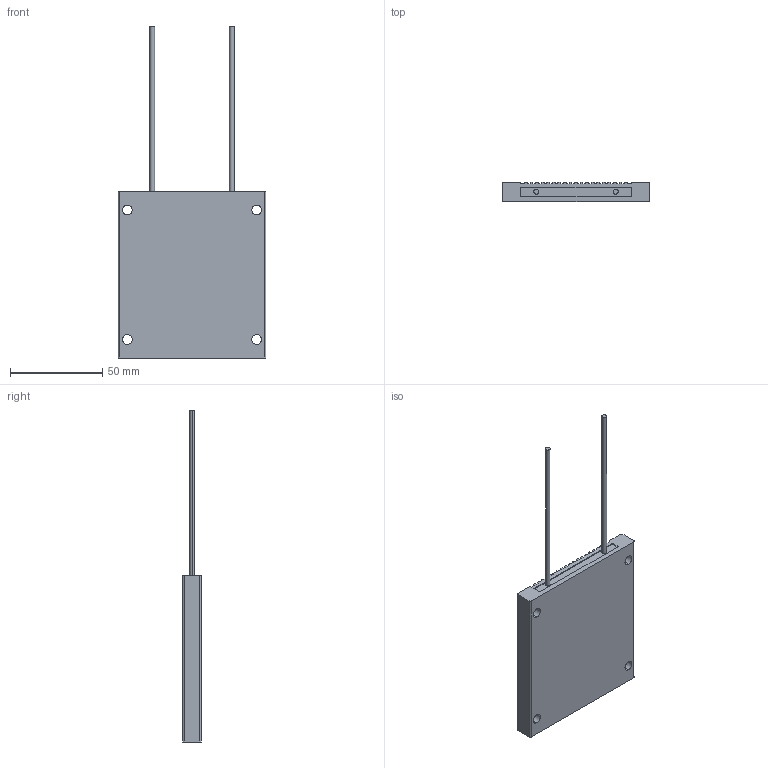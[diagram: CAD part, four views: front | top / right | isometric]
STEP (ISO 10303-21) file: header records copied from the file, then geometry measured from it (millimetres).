
FILE_DESCRIPTION (( 'STEP AP203' ), '1' );
FILE_NAME ('IRF100.STEP', '2025-09-04T03:41:51', ( 'design' ), ( '' ), 'SwSTEP 2.0', 'SolidWorks 2018', '' );
FILE_SCHEMA (( 'CONFIG_CONTROL_DESIGN' ));
Length unit declared in the file: millimetre
Products named in the file (1): IRF100
Bounding box: 80 x 10.2 x 179.5 mm (x, y, z)
Volume: 52157.7 mm3; surface area: 37149.3 mm2
Topology: 5 solids, 5 shells, 174 faces, 478 edges, 316 vertices
Faces by surface type: plane 110, cylinder 56, cone 8
Entity records: 5603 total; most frequent: CARTESIAN_POINT 969, ORIENTED_EDGE 956, DIRECTION 948, EDGE_CURVE 478, LINE 358, VECTOR 358, VERTEX_POINT 316, AXIS2_PLACEMENT_3D 295
